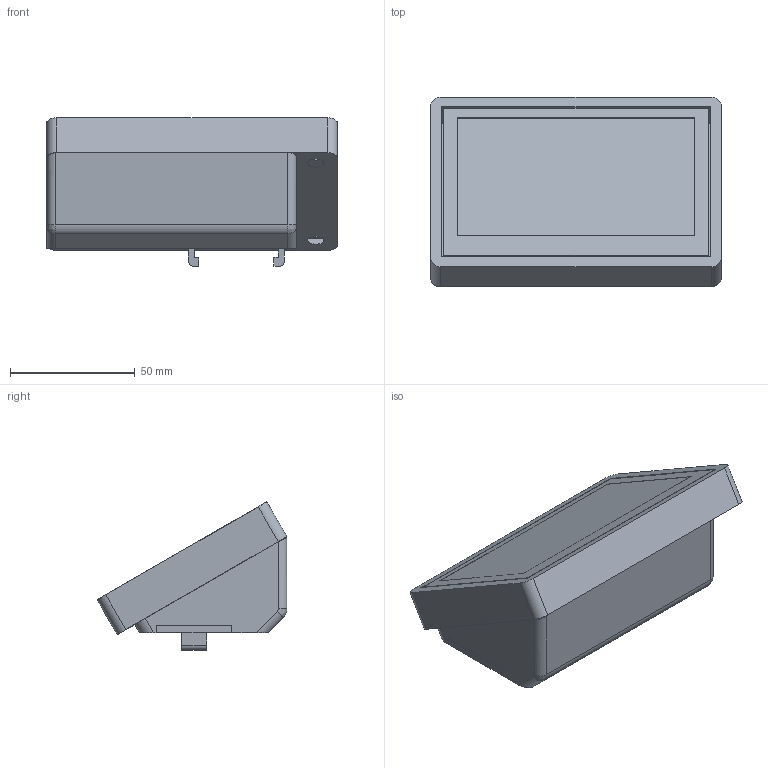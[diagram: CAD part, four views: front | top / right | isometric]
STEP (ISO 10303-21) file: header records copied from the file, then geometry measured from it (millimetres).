
FILE_DESCRIPTION(/* description */ (''),/* implementation_level */ '2;1');
FILE_NAME(/* name */ 'K1 Screen assembly v4.step',/* time_stamp */ '2023-12-07T00:50:50+01:00',/* author */ (''),/* organization */ (''),/* preprocessor_version */ 'ST-DEVELOPER v20',/* originating_system */ 'Autodesk Translation Framework v12.14.0.127',/* authorisation */ '');
FILE_SCHEMA (('AUTOMOTIVE_DESIGN { 1 0 10303 214 3 1 1 }'));
Length unit declared in the file: millimetre
Products named in the file (4): K1 Screen assembly; Waveshare Screenmount K1; 4.3in_800x480_DSI_LSD_Waveshare_RESTORED; K1 adapter
Assembly tree (3 placements, depth 3):
  K1 Screen assembly
    Waveshare Screenmount K1
      4.3in_800x480_DSI_LSD_Waveshare_RESTORED
    K1 adapter
Bounding box: 116.4 x 76.03 x 59.44 mm (x, y, z)
Volume: 143729.2 mm3; surface area: 83686.4 mm2
Topology: 5 solids, 5 shells, 247 faces, 630 edges, 412 vertices
Faces by surface type: plane 160, cylinder 74, cone 10, bspline 3
Full cylindrical faces by diameter (mm): 2.5 x11, 3 x7, 4.3 x7, 5.5 x8
Entity records: 7799 total; most frequent: CARTESIAN_POINT 1372, DIRECTION 1295, ORIENTED_EDGE 1260, EDGE_CURVE 630, LINE 461, VECTOR 461, AXIS2_PLACEMENT_3D 417, VERTEX_POINT 412
